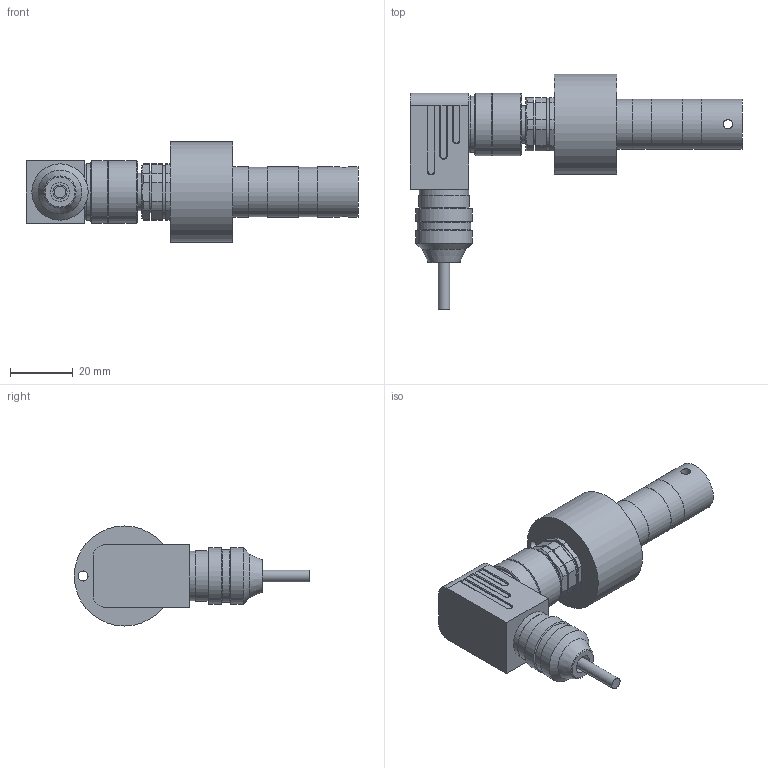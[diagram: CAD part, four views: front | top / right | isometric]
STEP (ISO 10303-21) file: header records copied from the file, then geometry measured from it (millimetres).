
FILE_DESCRIPTION (( 'STEP AP203' ), '1' );
FILE_NAME ('a_KMB16-0,4k...10k-S1.STEP', '2024-10-28T16:26:56', ( '' ), ( '' ), 'SwSTEP 2.0', 'SolidWorks 2023', '' );
FILE_SCHEMA (( 'CONFIG_CONTROL_DESIGN' ));
Length unit declared in the file: millimetre
Products named in the file (6): X02163Z1 Einschraubstecker M16x1,5 EC-FSD4-0,5_16 8027469; Kabel Durchm 3,7; KMB16-0,4k...4k-T alu; a_KMB16-0,4k...10k-S1; X02156Z1+X02163Z1 Zusammenbau; X02156Z1 Binder 4 polig
Assembly tree (5 placements, depth 3):
  a_KMB16-0,4k...10k-S1
    KMB16-0,4k...4k-T alu
    X02156Z1+X02163Z1 Zusammenbau
      X02163Z1 Einschraubstecker M16x1,5 EC-FSD4-0,5_16 8027469
      X02156Z1 Binder 4 polig
    Kabel Durchm 3,7
Bounding box: 106.1 x 75.25 x 32 mm (x, y, z)
Volume: 47905 mm3; surface area: 15835.8 mm2
Topology: 5 solids, 6 shells, 261 faces, 609 edges, 391 vertices
Faces by surface type: plane 114, cylinder 108, cone 26, torus 9, bspline 4
Full cylindrical faces by diameter (mm): 1 x12, 1.5 x4, 3 x1, 3.2 x1, 3.7 x1, 4.5 x1, 6 x1, 8 x1, 8.375 x1, 9.95 x1, 10.4 x1, 12 x2, 13.5 x2, 15 x1, 15.75 x1, 15.9 x2, 16 x5, 16.7 x1, 17 x1, 18 x3, 18.2 x1, 20 x2, 32 x1
Entity records: 7695 total; most frequent: CARTESIAN_POINT 1451, DIRECTION 1247, ORIENTED_EDGE 1010, AXIS2_PLACEMENT_3D 512, EDGE_CURVE 505, EDGE_LOOP 371, VERTEX_POINT 362, FACE_OUTER_BOUND 313
